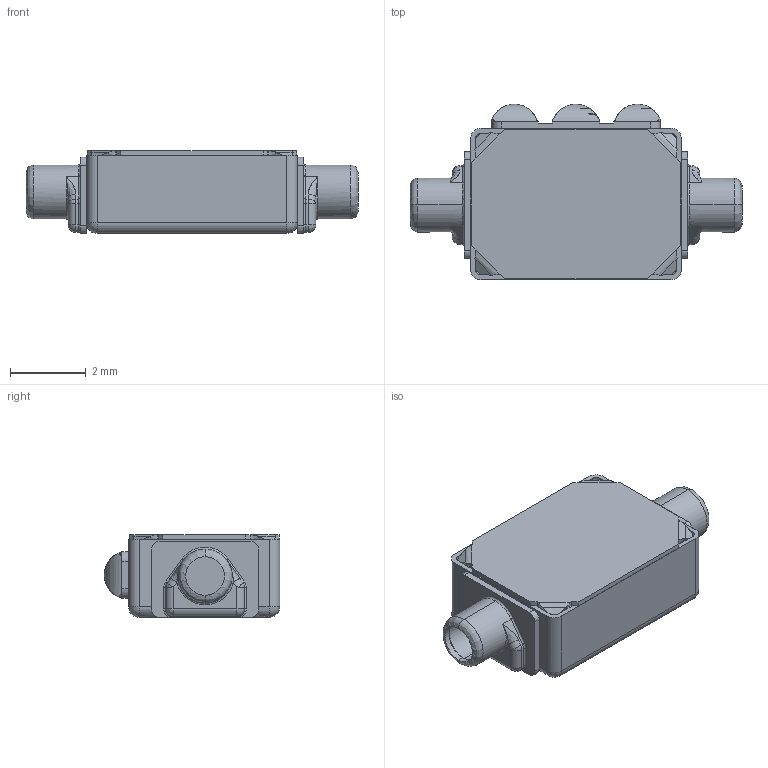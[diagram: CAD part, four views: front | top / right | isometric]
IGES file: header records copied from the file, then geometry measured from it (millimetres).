
Start section:  PTC IGES file: el-23085-c28_sw.igs
Global section: file name: el-23085-c28_sw.igs; native system: Pro/ENGINEER by Parametric Technology Corporation; preprocessor: 2011220; author: LYan; organization: Unknown; date: 20120525.171000; units: inch
Bounding box: 8.75 x 4.63 x 2.18 mm (x, y, z)
Surface area: 207.5 mm2 (no closed solid volume)
Topology: 0 solids, 0 shells, 781 faces, 4228 edges, 4224 vertices
Faces by surface type: bspline 595, revolution 186
